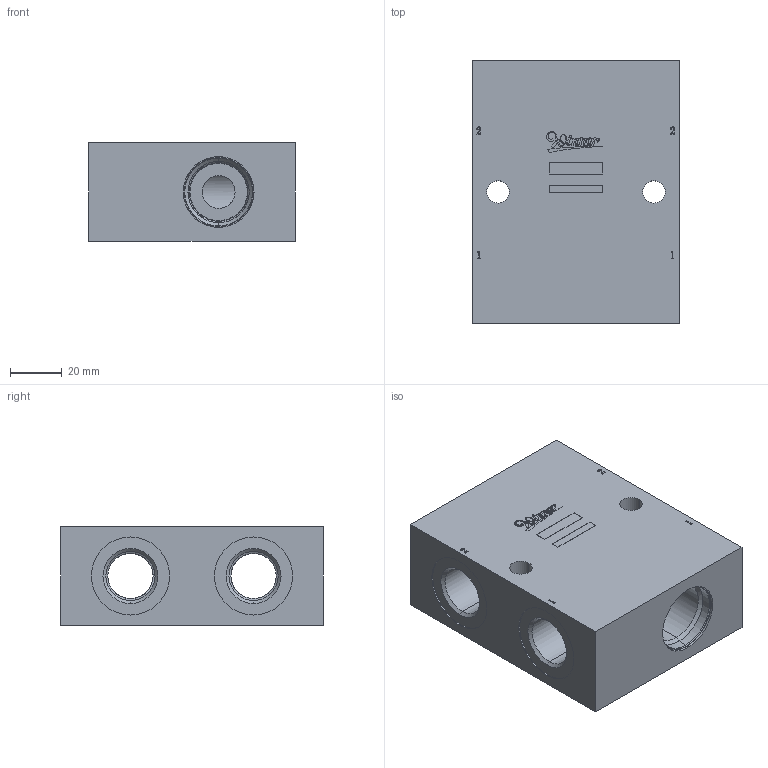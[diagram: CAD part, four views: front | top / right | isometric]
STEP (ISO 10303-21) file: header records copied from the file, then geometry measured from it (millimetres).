
FILE_DESCRIPTION (( 'STEP AP203' ), '1' );
FILE_NAME ('ML-120-RDH-3A2-3A2-G04-Z01.STEP', '2026-02-26T05:17:56', ( '' ), ( '' ), 'SwSTEP 2.0', 'SolidWorks 2018', '' );
FILE_SCHEMA (( 'CONFIG_CONTROL_DESIGN' ));
Length unit declared in the file: millimetre
Products named in the file (1): ML-120-RDH-3A2-3A2-G04-Z01
Bounding box: 80 x 101.6 x 38 mm (x, y, z)
Volume: 224293.2 mm3; surface area: 44659.4 mm2
Topology: 1 solids, 1 shells, 388 faces, 1058 edges, 691 vertices
Faces by surface type: cylinder 195, plane 101, bspline 58, cone 30, torus 4
Entity records: 14474 total; most frequent: CARTESIAN_POINT 4622, ORIENTED_EDGE 2116, DIRECTION 1979, EDGE_CURVE 1058, AXIS2_PLACEMENT_3D 732, VERTEX_POINT 691, VECTOR 515, LINE 515
